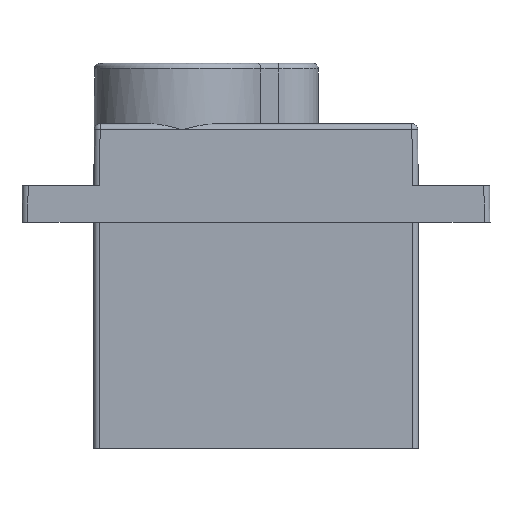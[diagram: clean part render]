
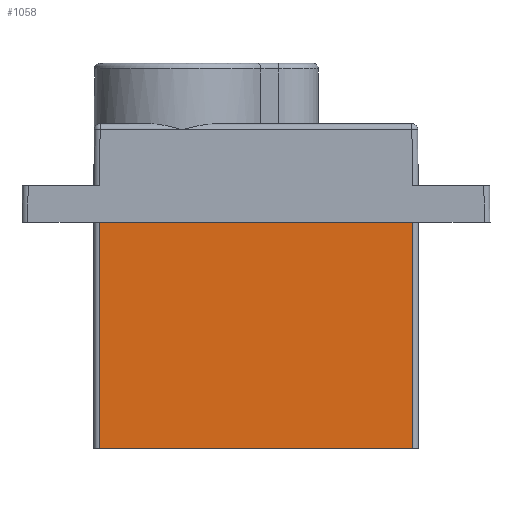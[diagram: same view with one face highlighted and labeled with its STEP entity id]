
A CAD part, left-side view. The second image highlights one B-rep face of the part: STEP entity #1058.
In plain terms, the highlighted planar face has unit normal (-1, 0, 0).
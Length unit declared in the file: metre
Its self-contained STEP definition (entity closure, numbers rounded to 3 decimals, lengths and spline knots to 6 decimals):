
#248=ORIENTED_EDGE('',*,*,#521,.T.);
#249=ORIENTED_EDGE('',*,*,#540,.T.);
#250=ORIENTED_EDGE('',*,*,#535,.F.);
#251=ORIENTED_EDGE('',*,*,#541,.T.);
#521=EDGE_CURVE('',#659,#627,#741,.T.);
#535=EDGE_CURVE('',#669,#670,#752,.T.);
#540=EDGE_CURVE('',#627,#670,#756,.T.);
#541=EDGE_CURVE('',#669,#659,#757,.F.);
#627=VERTEX_POINT('',#1712);
#659=VERTEX_POINT('',#1794);
#669=VERTEX_POINT('',#1819);
#670=VERTEX_POINT('',#1821);
#741=LINE('',#1793,#835);
#752=LINE('',#1820,#846);
#756=LINE('',#1830,#850);
#757=LINE('',#1831,#851);
#835=VECTOR('',#1389,1.);
#846=VECTOR('',#1410,1.);
#850=VECTOR('',#1420,1.);
#851=VECTOR('',#1421,1.);
#898=EDGE_LOOP('',(#248,#249,#250,#251));
#964=FACE_BOUND('',#898,.T.);
#1024=PLANE('',#1171);
#1058=ADVANCED_FACE('',(#964),#1024,.T.);
#1171=AXIS2_PLACEMENT_3D('',#1829,#1418,#1419);
#1389=DIRECTION('',(0.,1.,0.));
#1410=DIRECTION('',(0.,1.,0.));
#1418=DIRECTION('',(-1.,0.,0.));
#1419=DIRECTION('',(0.,-1.,0.));
#1420=DIRECTION('',(0.,0.,-1.));
#1421=DIRECTION('',(0.,0.,-1.));
#1712=CARTESIAN_POINT('',(-0.00615,0.01085,0.));
#1793=CARTESIAN_POINT('',(-0.00615,0.,0.));
#1794=CARTESIAN_POINT('',(-0.00615,-0.01085,0.));
#1819=CARTESIAN_POINT('',(-0.00615,-0.01085,-0.0157));
#1820=CARTESIAN_POINT('',(-0.00615,0.,-0.0157));
#1821=CARTESIAN_POINT('',(-0.00615,0.01085,-0.0157));
#1829=CARTESIAN_POINT('',(-0.00615,0.,0.0068));
#1830=CARTESIAN_POINT('',(-0.00615,0.01085,-0.0157));
#1831=CARTESIAN_POINT('',(-0.00615,-0.01085,0.0068));
